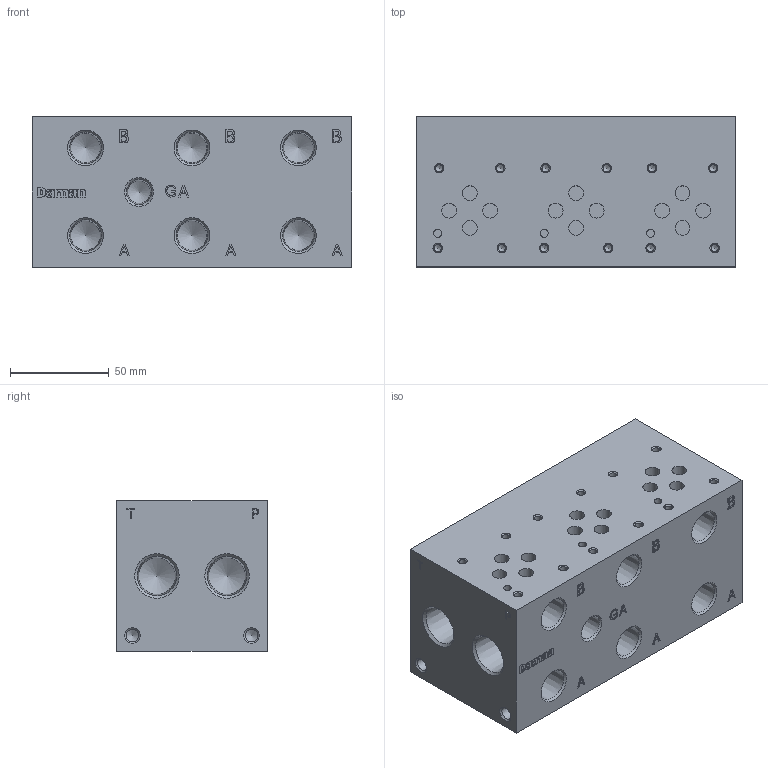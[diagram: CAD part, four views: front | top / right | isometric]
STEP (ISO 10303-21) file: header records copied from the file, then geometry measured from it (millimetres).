
FILE_DESCRIPTION( ( 'STEP AP214' ), ' ' );
FILE_NAME( 'AD03P032P_C.stp', '2018-04-23T17:48:05', ( '' ), ( '' ), ' ', 'PARTsolutions', ' ' );
FILE_SCHEMA( ( 'AUTOMOTIVE_DESIGN { 1 0 10303 214 1 1 1 1 }' ) );
Length unit declared in the file: inch
Products named in the file (1): _AD03P032P/C
Bounding box: 161.93 x 76.2 x 76.2 mm (x, y, z)
Volume: 859473.4 mm3; surface area: 81888.9 mm2
Topology: 1 solids, 1 shells, 400 faces, 995 edges, 646 vertices
Faces by surface type: plane 237, cylinder 94, cone 69
Full cylindrical faces by diameter (mm): 3.68 x12, 4.013 x3, 6.411 x4, 7.493 x12, 14.275 x1, 15.9 x1, 20.625 x1, 30.175 x1
Entity records: 14291 total; most frequent: DIRECTION 1897, CARTESIAN_POINT 1895, ORIENTED_EDGE 1712, EDGE_CURVE 856, AXIS2_PLACEMENT_3D 640, VERTEX_POINT 638, LINE 617, VECTOR 617
